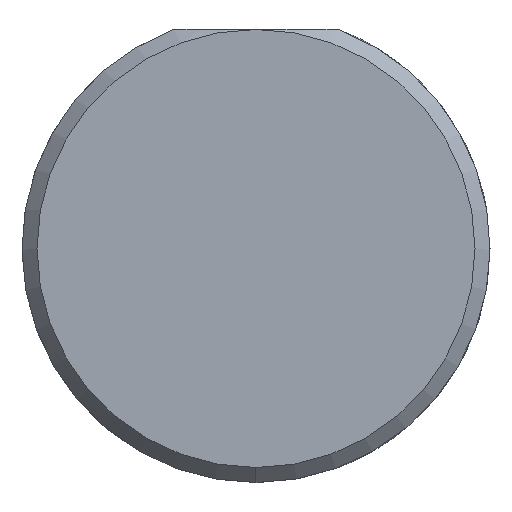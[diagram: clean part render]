
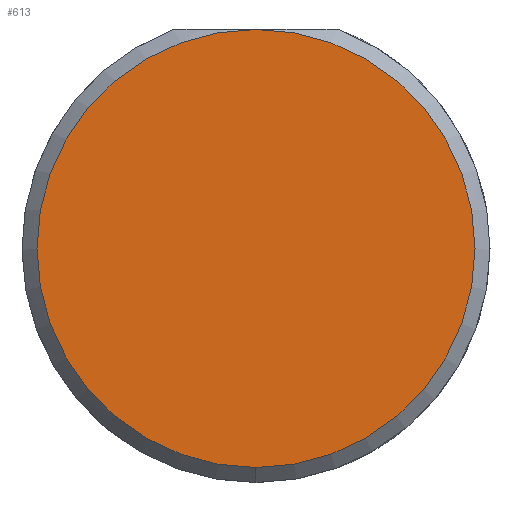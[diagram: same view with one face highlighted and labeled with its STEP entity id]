
A CAD part, left-side view. The second image highlights one B-rep face of the part: STEP entity #613.
In plain terms, the highlighted planar face has unit normal (-1, 0, 0).
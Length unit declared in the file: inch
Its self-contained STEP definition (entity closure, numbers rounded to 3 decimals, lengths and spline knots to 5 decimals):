
#42 = DIRECTION ( 'NONE',  ( 0., 0., -1. ) ) ;
#45 = CARTESIAN_POINT ( 'NONE',  ( 0., 0., 0. ) ) ;
#56 = DIRECTION ( 'NONE',  ( 1., 0., 0. ) ) ;
#71 = VERTEX_POINT ( 'NONE', #370 ) ;
#175 = DIRECTION ( 'NONE',  ( -1., 0., 0. ) ) ;
#207 = VERTEX_POINT ( 'NONE', #685 ) ;
#248 = FACE_OUTER_BOUND ( 'NONE', #607, .T. ) ;
#274 = ORIENTED_EDGE ( 'NONE', *, *, #416, .T. ) ;
#307 = DIRECTION ( 'NONE',  ( -1., 0., 0. ) ) ;
#331 = CIRCLE ( 'NONE', #805, 0.1461 ) ;
#370 = CARTESIAN_POINT ( 'NONE',  ( 0., 0., -0.1461 ) ) ;
#416 = EDGE_CURVE ( 'NONE', #207, #71, #331, .T. ) ;
#422 = AXIS2_PLACEMENT_3D ( 'NONE', #627, #56, #561 ) ;
#460 = EDGE_CURVE ( 'NONE', #71, #207, #768, .T. ) ;
#487 = CARTESIAN_POINT ( 'NONE',  ( 0., 0., 0. ) ) ;
#496 = PLANE ( 'NONE',  #422 ) ;
#551 = ORIENTED_EDGE ( 'NONE', *, *, #460, .T. ) ;
#561 = DIRECTION ( 'NONE',  ( 0., 0., -1. ) ) ;
#599 = AXIS2_PLACEMENT_3D ( 'NONE', #487, #307, #42 ) ;
#607 = EDGE_LOOP ( 'NONE', ( #274, #551 ) ) ;
#609 = DIRECTION ( 'NONE',  ( 0., 0., -1. ) ) ;
#613 = ADVANCED_FACE ( 'NONE', ( #248 ), #496, .F. ) ;
#627 = CARTESIAN_POINT ( 'NONE',  ( 0., 0., 0. ) ) ;
#685 = CARTESIAN_POINT ( 'NONE',  ( 0., 0., 0.1461 ) ) ;
#768 = CIRCLE ( 'NONE', #599, 0.1461 ) ;
#805 = AXIS2_PLACEMENT_3D ( 'NONE', #45, #175, #609 ) ;
